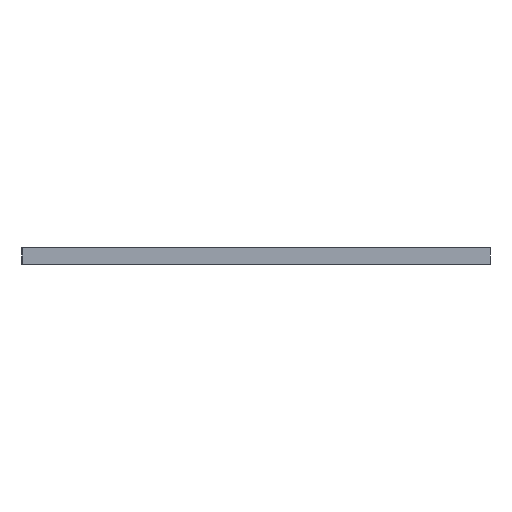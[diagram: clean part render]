
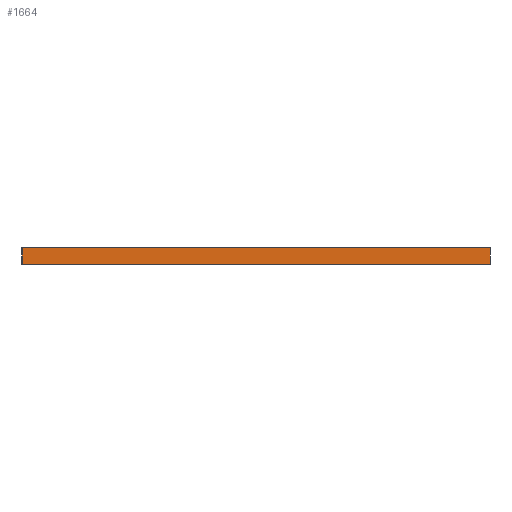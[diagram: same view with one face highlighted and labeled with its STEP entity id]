
A CAD part, left-side view. The second image highlights one B-rep face of the part: STEP entity #1664.
In plain terms, the highlighted planar face has unit normal (-1, 0, 0).
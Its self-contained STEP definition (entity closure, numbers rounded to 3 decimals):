
#50 = CARTESIAN_POINT ( 'NONE',  ( 0., -28.5, 2. ) ) ;
#98 = VECTOR ( 'NONE', #864, 1000. ) ;
#114 = EDGE_CURVE ( 'NONE', #1242, #916, #1543, .T. ) ;
#245 = CARTESIAN_POINT ( 'NONE',  ( 0., 28.5, 0. ) ) ;
#346 = EDGE_CURVE ( 'NONE', #1063, #1305, #1390, .T. ) ;
#471 = LINE ( 'NONE', #1680, #98 ) ;
#480 = ORIENTED_EDGE ( 'NONE', *, *, #346, .T. ) ;
#543 = DIRECTION ( 'NONE',  ( 0., -1., 0. ) ) ;
#594 = EDGE_LOOP ( 'NONE', ( #709, #1753, #730, #480 ) ) ;
#696 = DIRECTION ( 'NONE',  ( 1., 0., 0. ) ) ;
#709 = ORIENTED_EDGE ( 'NONE', *, *, #1405, .T. ) ;
#730 = ORIENTED_EDGE ( 'NONE', *, *, #1761, .F. ) ;
#755 = VECTOR ( 'NONE', #1734, 1000. ) ;
#827 = CARTESIAN_POINT ( 'NONE',  ( 0., -23.5, 2. ) ) ;
#864 = DIRECTION ( 'NONE',  ( 0., -1., 0. ) ) ;
#916 = VERTEX_POINT ( 'NONE', #1040 ) ;
#1015 = VECTOR ( 'NONE', #1754, 1000. ) ;
#1040 = CARTESIAN_POINT ( 'NONE',  ( 0., -28.5, 0. ) ) ;
#1041 = FACE_OUTER_BOUND ( 'NONE', #594, .T. ) ;
#1063 = VERTEX_POINT ( 'NONE', #1191 ) ;
#1096 = PLANE ( 'NONE',  #1149 ) ;
#1149 = AXIS2_PLACEMENT_3D ( 'NONE', #827, #696, #1657 ) ;
#1191 = CARTESIAN_POINT ( 'NONE',  ( 0., 28.5, 2. ) ) ;
#1204 = LINE ( 'NONE', #1508, #1577 ) ;
#1242 = VERTEX_POINT ( 'NONE', #1599 ) ;
#1305 = VERTEX_POINT ( 'NONE', #245 ) ;
#1390 = LINE ( 'NONE', #1418, #1015 ) ;
#1405 = EDGE_CURVE ( 'NONE', #1305, #916, #1204, .T. ) ;
#1418 = CARTESIAN_POINT ( 'NONE',  ( 0., 28.5, 2. ) ) ;
#1508 = CARTESIAN_POINT ( 'NONE',  ( 0., -23.5, 0. ) ) ;
#1543 = LINE ( 'NONE', #50, #755 ) ;
#1577 = VECTOR ( 'NONE', #543, 1000. ) ;
#1599 = CARTESIAN_POINT ( 'NONE',  ( 0., -28.5, 2. ) ) ;
#1657 = DIRECTION ( 'NONE',  ( 0., 1., 0. ) ) ;
#1664 = ADVANCED_FACE ( 'NONE', ( #1041 ), #1096, .F. ) ;
#1680 = CARTESIAN_POINT ( 'NONE',  ( 0., 23.5, 2. ) ) ;
#1734 = DIRECTION ( 'NONE',  ( 0., 0., -1. ) ) ;
#1753 = ORIENTED_EDGE ( 'NONE', *, *, #114, .F. ) ;
#1754 = DIRECTION ( 'NONE',  ( 0., 0., -1. ) ) ;
#1761 = EDGE_CURVE ( 'NONE', #1063, #1242, #471, .T. ) ;
